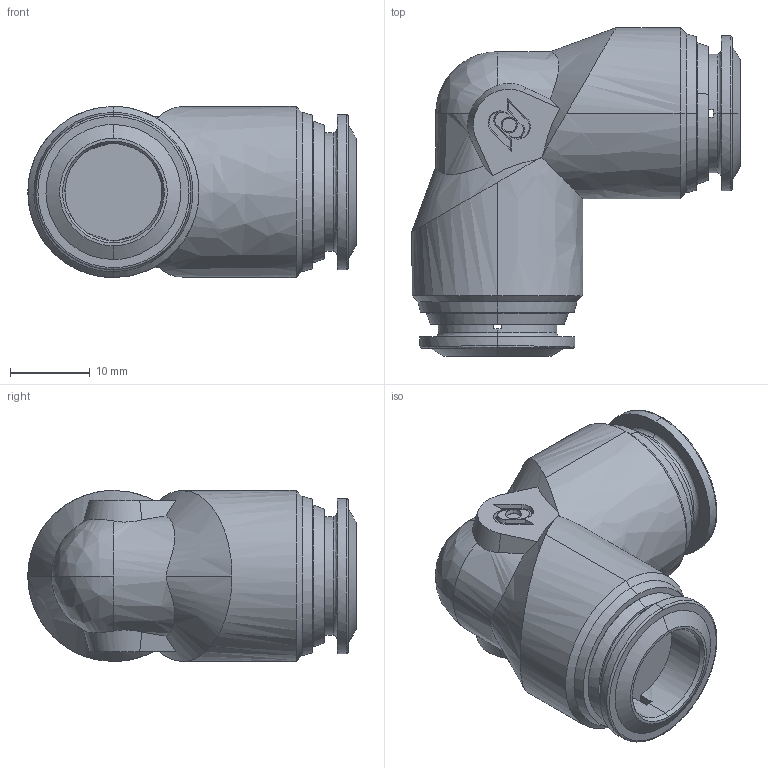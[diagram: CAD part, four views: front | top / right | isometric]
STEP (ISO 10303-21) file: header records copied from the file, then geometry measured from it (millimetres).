
FILE_DESCRIPTION (( 'STEP AP214' ), '1' );
FILE_NAME ('PUL12_ME.STEP', '2018-09-06T13:55:23', ( '' ), ( '' ), 'SwSTEP 2.0', 'SolidWorks 2018', '' );
FILE_SCHEMA (( 'AUTOMOTIVE_DESIGN' ));
Length unit declared in the file: millimetre
Products named in the file (1): PUL12_ME
Bounding box: 41.25 x 41.25 x 21.5 mm (x, y, z)
Volume: 16272.4 mm3; surface area: 5298.3 mm2
Topology: 1 solids, 1 shells, 134 faces, 360 edges, 238 vertices
Faces by surface type: bspline 134
Entity records: 7168 total; most frequent: CARTESIAN_POINT 5042, ORIENTED_EDGE 716, EDGE_CURVE 358, B_SPLINE_CURVE_WITH_KNOTS 275, VERTEX_POINT 238, EDGE_LOOP 154, ADVANCED_FACE 134, FACE_OUTER_BOUND 134
